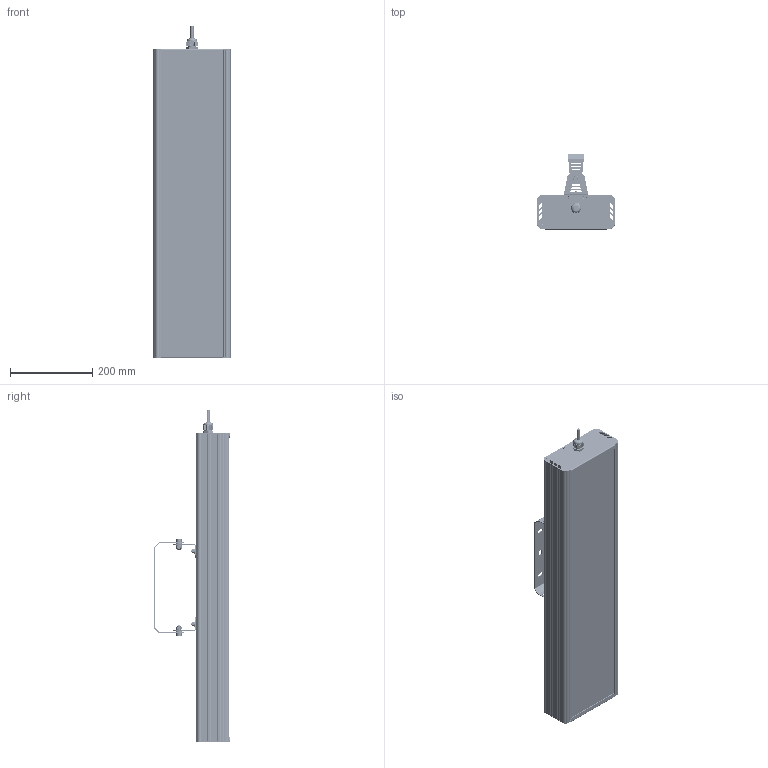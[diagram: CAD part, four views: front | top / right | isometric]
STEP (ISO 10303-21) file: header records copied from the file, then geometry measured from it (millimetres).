
FILE_DESCRIPTION(('STEP AP214'), '1');
FILE_NAME('001.0079.87.000 - ÃÑÏ-Ýêñòðà-Îïòèê-160', '2024-05-29T09:21:41', ('Åâãåíèé'), ('ÎÊÁ Ñâîé Ñòèëü'), 'C3D Converter', 'C3D Toolkit', '');
FILE_SCHEMA(('AUTOMOTIVE_DESIGN { 1 0 10303 214 3 1 1}'));
Length unit declared in the file: millimetre
Products named in the file (41): 001.0079.87.000
Assembly tree (79 placements, depth 4):
  001.0079.87.000
    (unnamed)
      (unnamed)
      (unnamed)
      (unnamed)
      (unnamed)  x6
      (unnamed)  x6
      (unnamed)
      (unnamed)
      (unnamed)
      (unnamed)
        (unnamed)
      (unnamed)  x16
        (unnamed)
        (unnamed)
        (unnamed)
        (unnamed)
        (unnamed)
        (unnamed)
        (unnamed)
        (unnamed)
        (unnamed)
        (unnamed)
    (unnamed)
      (unnamed)  x2
      (unnamed)
      (unnamed)
      (unnamed)
      (unnamed)
      (unnamed)
      (unnamed)
      (unnamed)  x2
      (unnamed)
      (unnamed)
      (unnamed)
      (unnamed)
      (unnamed)
      (unnamed)
      (unnamed)
      (unnamed)
      (unnamed)
Bounding box: 187.37 x 184.65 x 806.43 mm (x, y, z)
Volume: 2534729.5 mm3; surface area: 1892413.9 mm2
Topology: 567 solids, 567 shells, 8048 faces, 18575 edges, 12419 vertices
Faces by surface type: plane 5636, cylinder 1938, bspline 269, cone 178, sphere 16, torus 11
Full cylindrical faces by diameter (mm): 1 x16, 2 x32, 2.5 x64, 2.8 x400, 3.2 x16, 3.5 x96, 4 x12, 6 x4, 6.375 x2, 8 x16, 8.5 x8, 9 x208, 12 x3, 12.5 x1, 13.333 x2, 16 x5, 18.5 x3, 20 x1, 23.5 x1
Entity records: 132528 total; most frequent: CARTESIAN_POINT 56991, DIRECTION 11838, ORIENTED_EDGE 11236, EDGE_CURVE 5618, AXIS2_PLACEMENT_3D 4252, VERTEX_POINT 3842, LINE 3334, VECTOR 3334
